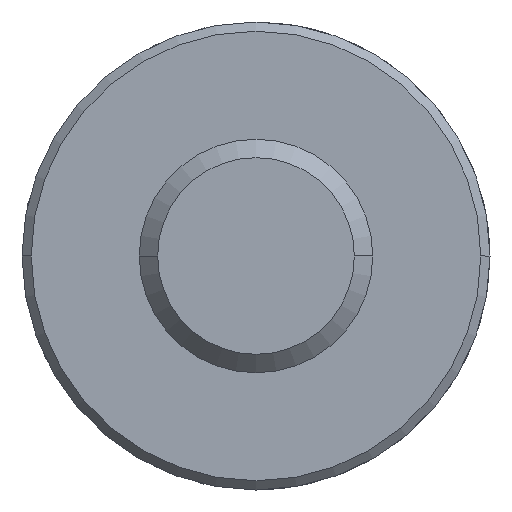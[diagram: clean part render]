
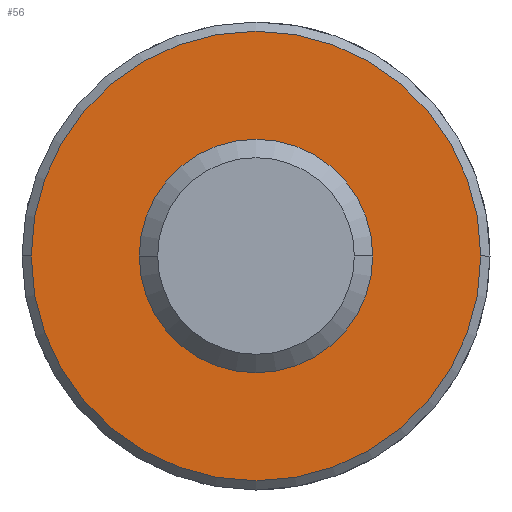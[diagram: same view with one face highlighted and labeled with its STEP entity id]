
A CAD part, front view. The second image highlights one B-rep face of the part: STEP entity #56.
In plain terms, the highlighted planar face has unit normal (0, -1, 0).
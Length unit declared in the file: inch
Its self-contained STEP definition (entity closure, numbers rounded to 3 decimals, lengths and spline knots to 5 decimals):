
#15 = AXIS2_PLACEMENT_3D ( 'NONE', #447, #377, #370 ) ;
#43 = DIRECTION ( 'NONE',  ( 1., 0., 0. ) ) ;
#56 = ADVANCED_FACE ( 'NONE', ( #428, #288 ), #346, .T. ) ;
#69 = CARTESIAN_POINT ( 'NONE',  ( 0., -0.5, 0. ) ) ;
#76 = DIRECTION ( 'NONE',  ( 1., 0., 0. ) ) ;
#78 = DIRECTION ( 'NONE',  ( 0., -1., 0. ) ) ;
#82 = CIRCLE ( 'NONE', #369, 0.11417 ) ;
#99 = EDGE_LOOP ( 'NONE', ( #220, #135 ) ) ;
#135 = ORIENTED_EDGE ( 'NONE', *, *, #766, .T. ) ;
#151 = DIRECTION ( 'NONE',  ( 0., -1., 0. ) ) ;
#204 = DIRECTION ( 'NONE',  ( 1., 0., 0. ) ) ;
#220 = ORIENTED_EDGE ( 'NONE', *, *, #709, .T. ) ;
#252 = DIRECTION ( 'NONE',  ( 0., -1., 0. ) ) ;
#288 = FACE_BOUND ( 'NONE', #406, .T. ) ;
#295 = CARTESIAN_POINT ( 'NONE',  ( 0.25, -0.5, 0. ) ) ;
#297 = CARTESIAN_POINT ( 'NONE',  ( -0.24016, -0.5, 0. ) ) ;
#318 = CIRCLE ( 'NONE', #15, 0.11417 ) ;
#327 = CIRCLE ( 'NONE', #822, 0.24016 ) ;
#346 = PLANE ( 'NONE',  #871 ) ;
#369 = AXIS2_PLACEMENT_3D ( 'NONE', #770, #252, #43 ) ;
#370 = DIRECTION ( 'NONE',  ( 1., 0., 0. ) ) ;
#377 = DIRECTION ( 'NONE',  ( 0., -1., 0. ) ) ;
#406 = EDGE_LOOP ( 'NONE', ( #508, #696 ) ) ;
#428 = FACE_OUTER_BOUND ( 'NONE', #99, .T. ) ;
#446 = VERTEX_POINT ( 'NONE', #557 ) ;
#447 = CARTESIAN_POINT ( 'NONE',  ( 0., -0.5, 0. ) ) ;
#475 = VERTEX_POINT ( 'NONE', #818 ) ;
#493 = DIRECTION ( 'NONE',  ( 1., 0., 0. ) ) ;
#508 = ORIENTED_EDGE ( 'NONE', *, *, #576, .F. ) ;
#551 = DIRECTION ( 'NONE',  ( 0., -1., 0. ) ) ;
#557 = CARTESIAN_POINT ( 'NONE',  ( -0.11417, -0.5, 0. ) ) ;
#576 = EDGE_CURVE ( 'NONE', #475, #446, #318, .T. ) ;
#612 = CARTESIAN_POINT ( 'NONE',  ( 0., -0.5, 0. ) ) ;
#615 = EDGE_CURVE ( 'NONE', #446, #475, #82, .T. ) ;
#685 = CIRCLE ( 'NONE', #790, 0.24016 ) ;
#696 = ORIENTED_EDGE ( 'NONE', *, *, #615, .F. ) ;
#709 = EDGE_CURVE ( 'NONE', #730, #762, #685, .T. ) ;
#730 = VERTEX_POINT ( 'NONE', #297 ) ;
#762 = VERTEX_POINT ( 'NONE', #831 ) ;
#766 = EDGE_CURVE ( 'NONE', #762, #730, #327, .T. ) ;
#770 = CARTESIAN_POINT ( 'NONE',  ( 0., -0.5, 0. ) ) ;
#790 = AXIS2_PLACEMENT_3D ( 'NONE', #69, #551, #204 ) ;
#818 = CARTESIAN_POINT ( 'NONE',  ( 0.11417, -0.5, 0. ) ) ;
#822 = AXIS2_PLACEMENT_3D ( 'NONE', #612, #78, #493 ) ;
#831 = CARTESIAN_POINT ( 'NONE',  ( 0.24016, -0.5, 0. ) ) ;
#871 = AXIS2_PLACEMENT_3D ( 'NONE', #295, #151, #76 ) ;
